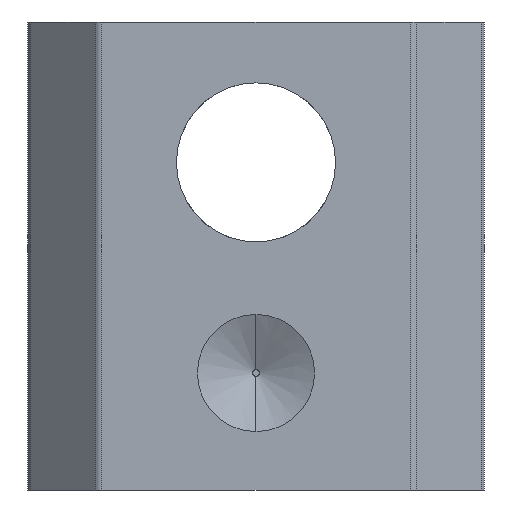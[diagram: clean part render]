
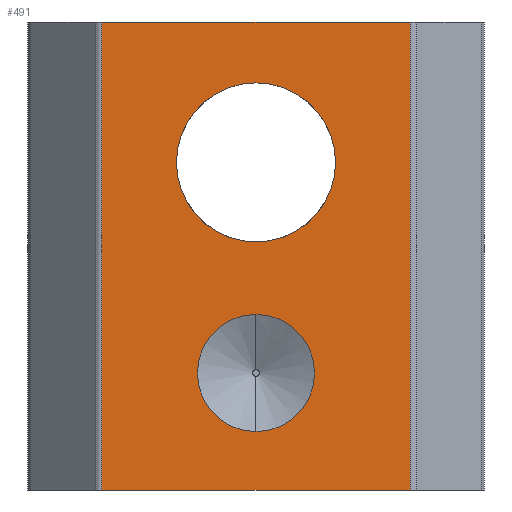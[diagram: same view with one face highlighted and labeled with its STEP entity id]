
A CAD part, front view. The second image highlights one B-rep face of the part: STEP entity #491.
In plain terms, the highlighted planar face has unit normal (0, -1, 0).
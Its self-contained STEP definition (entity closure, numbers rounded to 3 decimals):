
#14 = AXIS2_PLACEMENT_3D ( 'NONE', #431, #1051, #529 ) ;
#28 = CIRCLE ( 'NONE', #343, 2.5 ) ;
#71 = VECTOR ( 'NONE', #479, 1000. ) ;
#96 = VERTEX_POINT ( 'NONE', #133 ) ;
#109 = VERTEX_POINT ( 'NONE', #239 ) ;
#133 = CARTESIAN_POINT ( 'NONE',  ( 6.584, 0., 0. ) ) ;
#147 = VERTEX_POINT ( 'NONE', #684 ) ;
#160 = ORIENTED_EDGE ( 'NONE', *, *, #907, .F. ) ;
#173 = CARTESIAN_POINT ( 'NONE',  ( 0., 0., 5. ) ) ;
#178 = LINE ( 'NONE', #775, #865 ) ;
#179 = EDGE_CURVE ( 'NONE', #147, #701, #28, .T. ) ;
#182 = ORIENTED_EDGE ( 'NONE', *, *, #685, .T. ) ;
#193 = FACE_OUTER_BOUND ( 'NONE', #328, .T. ) ;
#199 = LINE ( 'NONE', #378, #556 ) ;
#215 = CARTESIAN_POINT ( 'NONE',  ( 0., 0., 2.5 ) ) ;
#219 = VERTEX_POINT ( 'NONE', #934 ) ;
#239 = CARTESIAN_POINT ( 'NONE',  ( 6.584, 0., 20. ) ) ;
#246 = PLANE ( 'NONE',  #411 ) ;
#252 = DIRECTION ( 'NONE',  ( 0., 0., -1. ) ) ;
#283 = CARTESIAN_POINT ( 'NONE',  ( 0., 0., 14. ) ) ;
#288 = CARTESIAN_POINT ( 'NONE',  ( 0., 0., 5. ) ) ;
#328 = EDGE_LOOP ( 'NONE', ( #869, #182, #407, #895 ) ) ;
#340 = EDGE_CURVE ( 'NONE', #669, #96, #178, .T. ) ;
#343 = AXIS2_PLACEMENT_3D ( 'NONE', #288, #918, #376 ) ;
#371 = DIRECTION ( 'NONE',  ( 0., 0., -1. ) ) ;
#372 = ORIENTED_EDGE ( 'NONE', *, *, #532, .F. ) ;
#376 = DIRECTION ( 'NONE',  ( 0., 0., -1. ) ) ;
#378 = CARTESIAN_POINT ( 'NONE',  ( 6.584, 0., 20. ) ) ;
#397 = CARTESIAN_POINT ( 'NONE',  ( -6.584, 0., 20. ) ) ;
#400 = DIRECTION ( 'NONE',  ( 1., 0., 0. ) ) ;
#407 = ORIENTED_EDGE ( 'NONE', *, *, #704, .F. ) ;
#411 = AXIS2_PLACEMENT_3D ( 'NONE', #423, #1042, #514 ) ;
#415 = FACE_BOUND ( 'NONE', #993, .T. ) ;
#423 = CARTESIAN_POINT ( 'NONE',  ( -6.75, 0., 20. ) ) ;
#431 = CARTESIAN_POINT ( 'NONE',  ( 0., 0., 14. ) ) ;
#458 = CIRCLE ( 'NONE', #1118, 3.4 ) ;
#467 = AXIS2_PLACEMENT_3D ( 'NONE', #173, #802, #252 ) ;
#473 = DIRECTION ( 'NONE',  ( 0., 0., 1. ) ) ;
#479 = DIRECTION ( 'NONE',  ( 1., 0., 0. ) ) ;
#491 = ADVANCED_FACE ( 'NONE', ( #415, #901, #193 ), #246, .F. ) ;
#514 = DIRECTION ( 'NONE',  ( 0., 0., 1. ) ) ;
#524 = EDGE_CURVE ( 'NONE', #701, #147, #877, .T. ) ;
#529 = DIRECTION ( 'NONE',  ( 0., 0., -1. ) ) ;
#532 = EDGE_CURVE ( 'NONE', #752, #219, #1093, .T. ) ;
#541 = EDGE_CURVE ( 'NONE', #814, #669, #1070, .T. ) ;
#556 = VECTOR ( 'NONE', #473, 1000. ) ;
#601 = ORIENTED_EDGE ( 'NONE', *, *, #524, .F. ) ;
#609 = VECTOR ( 'NONE', #968, 1000. ) ;
#619 = CARTESIAN_POINT ( 'NONE',  ( -6.584, 0., 20. ) ) ;
#669 = VERTEX_POINT ( 'NONE', #1082 ) ;
#684 = CARTESIAN_POINT ( 'NONE',  ( 0., 0., 7.5 ) ) ;
#685 = EDGE_CURVE ( 'NONE', #96, #109, #199, .T. ) ;
#701 = VERTEX_POINT ( 'NONE', #215 ) ;
#704 = EDGE_CURVE ( 'NONE', #814, #109, #822, .T. ) ;
#752 = VERTEX_POINT ( 'NONE', #1096 ) ;
#775 = CARTESIAN_POINT ( 'NONE',  ( -6.75, 0., 0. ) ) ;
#802 = DIRECTION ( 'NONE',  ( 0., -1., 0. ) ) ;
#814 = VERTEX_POINT ( 'NONE', #397 ) ;
#822 = LINE ( 'NONE', #1016, #71 ) ;
#835 = ORIENTED_EDGE ( 'NONE', *, *, #179, .F. ) ;
#865 = VECTOR ( 'NONE', #400, 1000. ) ;
#869 = ORIENTED_EDGE ( 'NONE', *, *, #340, .T. ) ;
#872 = EDGE_LOOP ( 'NONE', ( #160, #372 ) ) ;
#877 = CIRCLE ( 'NONE', #467, 2.5 ) ;
#895 = ORIENTED_EDGE ( 'NONE', *, *, #541, .T. ) ;
#901 = FACE_BOUND ( 'NONE', #872, .T. ) ;
#907 = EDGE_CURVE ( 'NONE', #219, #752, #458, .T. ) ;
#915 = DIRECTION ( 'NONE',  ( 0., -1., 0. ) ) ;
#918 = DIRECTION ( 'NONE',  ( 0., -1., 0. ) ) ;
#934 = CARTESIAN_POINT ( 'NONE',  ( 0., 0., 10.6 ) ) ;
#968 = DIRECTION ( 'NONE',  ( 0., 0., -1. ) ) ;
#993 = EDGE_LOOP ( 'NONE', ( #601, #835 ) ) ;
#1016 = CARTESIAN_POINT ( 'NONE',  ( -6.75, 0., 20. ) ) ;
#1042 = DIRECTION ( 'NONE',  ( 0., 1., 0. ) ) ;
#1051 = DIRECTION ( 'NONE',  ( 0., -1., 0. ) ) ;
#1070 = LINE ( 'NONE', #619, #609 ) ;
#1082 = CARTESIAN_POINT ( 'NONE',  ( -6.584, 0., 0. ) ) ;
#1093 = CIRCLE ( 'NONE', #14, 3.4 ) ;
#1096 = CARTESIAN_POINT ( 'NONE',  ( 0., 0., 17.4 ) ) ;
#1118 = AXIS2_PLACEMENT_3D ( 'NONE', #283, #915, #371 ) ;
